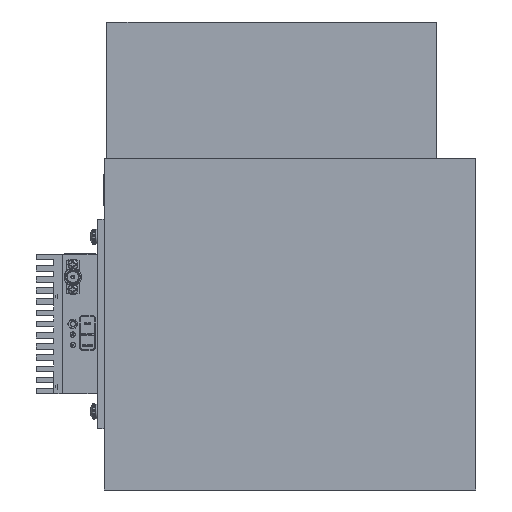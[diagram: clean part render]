
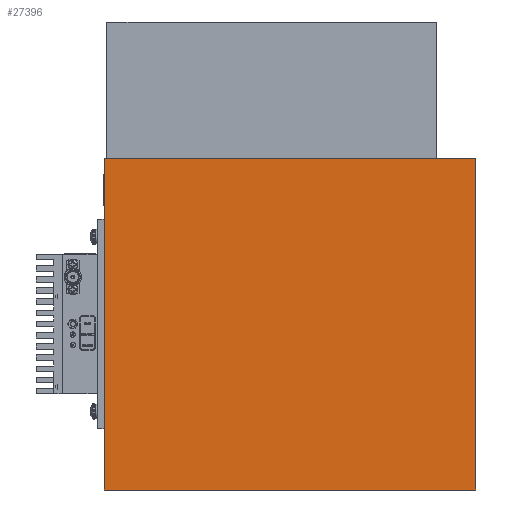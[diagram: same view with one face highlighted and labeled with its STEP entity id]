
A CAD part, left-side view. The second image highlights one B-rep face of the part: STEP entity #27396.
In plain terms, the highlighted planar face has unit normal (-1, 0, 0).
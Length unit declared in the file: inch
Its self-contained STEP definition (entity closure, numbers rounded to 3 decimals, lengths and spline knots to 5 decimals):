
#5715 = EDGE_CURVE ( 'NONE', #48812, #74054, #84502, .T. ) ;
#7268 = EDGE_CURVE ( 'NONE', #60388, #48812, #75514, .T. ) ;
#8622 = EDGE_CURVE ( 'NONE', #60388, #16831, #26080, .T. ) ;
#8996 = VECTOR ( 'NONE', #33111, 39.37008 ) ;
#13238 = ORIENTED_EDGE ( 'NONE', *, *, #5715, .T. ) ;
#16443 = CARTESIAN_POINT ( 'NONE',  ( -2.46, 0., 2.375 ) ) ;
#16831 = VERTEX_POINT ( 'NONE', #66928 ) ;
#18203 = VECTOR ( 'NONE', #44750, 39.37008 ) ;
#25411 = ORIENTED_EDGE ( 'NONE', *, *, #8622, .F. ) ;
#26080 = LINE ( 'NONE', #77739, #8996 ) ;
#27396 = ADVANCED_FACE ( 'NONE', ( #72940 ), #71479, .F. ) ;
#32980 = ORIENTED_EDGE ( 'NONE', *, *, #7268, .T. ) ;
#33111 = DIRECTION ( 'NONE',  ( 0., 0., 1. ) ) ;
#33546 = VECTOR ( 'NONE', #77039, 39.37008 ) ;
#34065 = CARTESIAN_POINT ( 'NONE',  ( -2.46, 5.32, -2.375 ) ) ;
#35264 = CARTESIAN_POINT ( 'NONE',  ( -2.46, 0., 2.375 ) ) ;
#38247 = ORIENTED_EDGE ( 'NONE', *, *, #86814, .F. ) ;
#42402 = VECTOR ( 'NONE', #98220, 39.37008 ) ;
#44750 = DIRECTION ( 'NONE',  ( 0., -1., 0. ) ) ;
#48123 = DIRECTION ( 'NONE',  ( 0., 0., -1. ) ) ;
#48812 = VERTEX_POINT ( 'NONE', #97283 ) ;
#53395 = LINE ( 'NONE', #91718, #42402 ) ;
#55577 = EDGE_LOOP ( 'NONE', ( #13238, #38247, #25411, #32980 ) ) ;
#60388 = VERTEX_POINT ( 'NONE', #34065 ) ;
#65487 = DIRECTION ( 'NONE',  ( 1., 0., 0. ) ) ;
#66928 = CARTESIAN_POINT ( 'NONE',  ( -2.46, 5.32, 2.375 ) ) ;
#67073 = CARTESIAN_POINT ( 'NONE',  ( -2.46, 5.32, -2.375 ) ) ;
#71479 = PLANE ( 'NONE',  #76321 ) ;
#72940 = FACE_OUTER_BOUND ( 'NONE', #55577, .T. ) ;
#74054 = VERTEX_POINT ( 'NONE', #35264 ) ;
#75514 = LINE ( 'NONE', #67073, #18203 ) ;
#76321 = AXIS2_PLACEMENT_3D ( 'NONE', #94929, #65487, #48123 ) ;
#77039 = DIRECTION ( 'NONE',  ( 0., 0., 1. ) ) ;
#77739 = CARTESIAN_POINT ( 'NONE',  ( -2.46, 5.32, 2.375 ) ) ;
#84502 = LINE ( 'NONE', #16443, #33546 ) ;
#86814 = EDGE_CURVE ( 'NONE', #16831, #74054, #53395, .T. ) ;
#91718 = CARTESIAN_POINT ( 'NONE',  ( -2.46, 5.32, 2.375 ) ) ;
#94929 = CARTESIAN_POINT ( 'NONE',  ( -2.46, 5.32, 2.375 ) ) ;
#97283 = CARTESIAN_POINT ( 'NONE',  ( -2.46, 0., -2.375 ) ) ;
#98220 = DIRECTION ( 'NONE',  ( 0., -1., 0. ) ) ;
